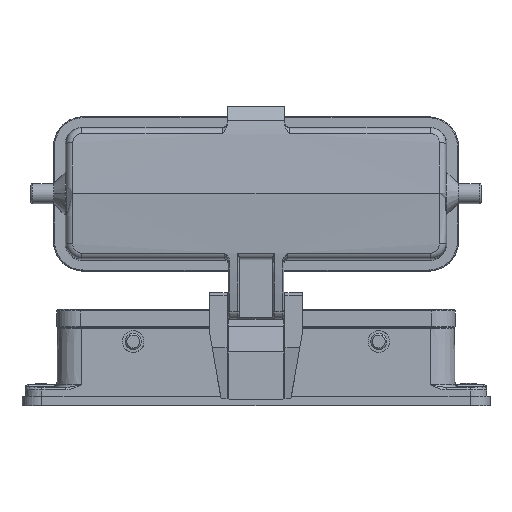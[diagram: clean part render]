
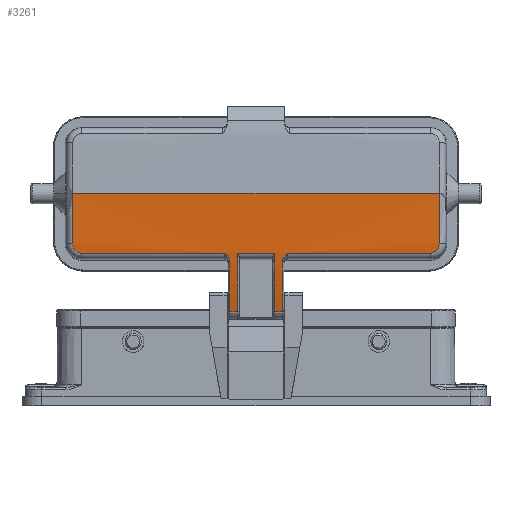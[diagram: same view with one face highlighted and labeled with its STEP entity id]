
A CAD part, front view. The second image highlights one B-rep face of the part: STEP entity #3261.
In plain terms, the highlighted cylindrical face has radius 129.858 mm (diameter 259.716 mm), a partial arc.
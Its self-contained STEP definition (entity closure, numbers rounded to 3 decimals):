
#287=B_SPLINE_CURVE_WITH_KNOTS('',3,(#19976,#19977,#19978,#19979,#19980,
#19981),.UNSPECIFIED.,.F.,.F.,(4,2,4),(0.,0.5,1.),.UNSPECIFIED.);
#290=B_SPLINE_CURVE_WITH_KNOTS('',3,(#19995,#19996,#19997,#19998),
 .UNSPECIFIED.,.F.,.F.,(4,4),(0.,1.),.UNSPECIFIED.);
#299=B_SPLINE_CURVE_WITH_KNOTS('',3,(#20074,#20075,#20076,#20077),
 .UNSPECIFIED.,.F.,.F.,(4,4),(0.,1.),.UNSPECIFIED.);
#302=B_SPLINE_CURVE_WITH_KNOTS('',3,(#20089,#20090,#20091,#20092,#20093,
#20094),.UNSPECIFIED.,.F.,.F.,(4,2,4),(0.,0.5,1.),.UNSPECIFIED.);
#304=B_SPLINE_CURVE_WITH_KNOTS('',3,(#20103,#20104,#20105,#20106,#20107,
#20108,#20109,#20110),.UNSPECIFIED.,.F.,.F.,(4,2,2,4),(0.,0.25,
0.5,1.),.UNSPECIFIED.);
#307=B_SPLINE_CURVE_WITH_KNOTS('',3,(#20186,#20187,#20188,#20189,#20190,
#20191,#20192,#20193,#20194,#20195),.UNSPECIFIED.,.F.,.F.,(4,2,2,2,4),(0.,
0.5,0.75,0.875,1.),.UNSPECIFIED.);
#796=CYLINDRICAL_SURFACE('',#13741,129.858);
#1347=LINE('',#19967,#2340);
#1351=LINE('',#20096,#2344);
#1352=LINE('',#20149,#2345);
#1353=LINE('',#20173,#2346);
#1354=LINE('',#20177,#2347);
#1355=LINE('',#20232,#2348);
#2340=VECTOR('',#15685,1.);
#2344=VECTOR('',#15717,1.);
#2345=VECTOR('',#15724,1.);
#2346=VECTOR('',#15731,1.);
#2347=VECTOR('',#15738,1.);
#2348=VECTOR('',#15745,1.);
#3261=ADVANCED_FACE('NONE',(#4338),#796,.T.);
#4338=FACE_OUTER_BOUND('',#5086,.T.);
#5086=EDGE_LOOP('',(#6756,#6757,#6758,#6759,#6760,#6761,#6762,#6763,#6764,
#6765,#6766,#6767,#6768,#6769,#6770,#6771));
#6756=ORIENTED_EDGE('',*,*,#11421,.F.);
#6757=ORIENTED_EDGE('',*,*,#11403,.T.);
#6758=ORIENTED_EDGE('',*,*,#11406,.T.);
#6759=ORIENTED_EDGE('',*,*,#11407,.T.);
#6760=ORIENTED_EDGE('',*,*,#11409,.T.);
#6761=ORIENTED_EDGE('',*,*,#11410,.T.);
#6762=ORIENTED_EDGE('',*,*,#11411,.T.);
#6763=ORIENTED_EDGE('',*,*,#11413,.T.);
#6764=ORIENTED_EDGE('',*,*,#11415,.T.);
#6765=ORIENTED_EDGE('',*,*,#11416,.T.);
#6766=ORIENTED_EDGE('',*,*,#11417,.T.);
#6767=ORIENTED_EDGE('',*,*,#11419,.T.);
#6768=ORIENTED_EDGE('',*,*,#11420,.T.);
#6769=ORIENTED_EDGE('',*,*,#11384,.T.);
#6770=ORIENTED_EDGE('',*,*,#11386,.T.);
#6771=ORIENTED_EDGE('',*,*,#11389,.T.);
#9955=VERTEX_POINT('',#19857);
#9960=VERTEX_POINT('',#19888);
#9961=VERTEX_POINT('',#19892);
#9967=VERTEX_POINT('',#19927);
#9969=VERTEX_POINT('',#19939);
#9971=VERTEX_POINT('',#19956);
#9972=VERTEX_POINT('',#19966);
#9973=VERTEX_POINT('',#19975);
#9975=VERTEX_POINT('',#19994);
#9981=VERTEX_POINT('',#20073);
#9982=VERTEX_POINT('',#20078);
#9983=VERTEX_POINT('',#20088);
#9984=VERTEX_POINT('',#20102);
#9985=VERTEX_POINT('',#20161);
#9986=VERTEX_POINT('',#20172);
#9987=VERTEX_POINT('',#20183);
#11384=EDGE_CURVE('NONE',#9971,#9972,#1347,.T.);
#11386=EDGE_CURVE('NONE',#9972,#9973,#287,.T.);
#11389=EDGE_CURVE('NONE',#9973,#9975,#290,.T.);
#11403=EDGE_CURVE('NONE',#9982,#9981,#299,.T.);
#11406=EDGE_CURVE('NONE',#9981,#9983,#302,.T.);
#11407=EDGE_CURVE('NONE',#9983,#9955,#1351,.T.);
#11409=EDGE_CURVE('NONE',#9955,#9984,#304,.T.);
#11410=EDGE_CURVE('NONE',#9984,#9961,#12960,.T.);
#11411=EDGE_CURVE('NONE',#9961,#9960,#1352,.T.);
#11413=EDGE_CURVE('NONE',#9960,#9985,#12961,.T.);
#11415=EDGE_CURVE('NONE',#9985,#9986,#1353,.T.);
#11416=EDGE_CURVE('NONE',#9986,#9967,#12962,.T.);
#11417=EDGE_CURVE('NONE',#9967,#9969,#1354,.T.);
#11419=EDGE_CURVE('NONE',#9969,#9987,#12963,.T.);
#11420=EDGE_CURVE('NONE',#9987,#9971,#307,.T.);
#11421=EDGE_CURVE('NONE',#9982,#9975,#1355,.T.);
#12960=CIRCLE('',#13730,129.858);
#12961=CIRCLE('',#13733,129.858);
#12962=CIRCLE('',#13736,129.858);
#12963=CIRCLE('',#13739,129.858);
#13730=AXIS2_PLACEMENT_3D('',#20147,#15720,#15721);
#13733=AXIS2_PLACEMENT_3D('',#20162,#15727,#15728);
#13736=AXIS2_PLACEMENT_3D('',#20175,#15734,#15735);
#13739=AXIS2_PLACEMENT_3D('',#20184,#15741,#15742);
#13741=AXIS2_PLACEMENT_3D('',#20233,#15746,#15747);
#15685=DIRECTION('',(1.,0.,0.));
#15717=DIRECTION('',(1.,0.,0.));
#15720=DIRECTION('',(1.,0.,0.));
#15721=DIRECTION('',(0.,-1.,0.013));
#15724=DIRECTION('',(1.,0.,0.));
#15727=DIRECTION('',(-1.,0.,0.));
#15728=DIRECTION('',(0.,-1.,0.013));
#15731=DIRECTION('',(1.,0.,0.));
#15734=DIRECTION('',(1.,0.,0.));
#15735=DIRECTION('',(0.,-1.,0.013));
#15738=DIRECTION('',(1.,0.,0.));
#15741=DIRECTION('',(-1.,0.,0.));
#15742=DIRECTION('',(0.,-1.,0.013));
#15745=DIRECTION('',(1.,0.,0.));
#15746=DIRECTION('',(1.,0.,0.));
#15747=DIRECTION('',(0.,-1.,0.013));
#19857=CARTESIAN_POINT('',(-9.4,-48.083,44.447));
#19888=CARTESIAN_POINT('',(-5.6,-44.606,26.829));
#19892=CARTESIAN_POINT('',(-7.9,-44.606,26.829));
#19927=CARTESIAN_POINT('',(5.6,-44.606,26.829));
#19939=CARTESIAN_POINT('',(7.9,-44.606,26.829));
#19956=CARTESIAN_POINT('',(9.4,-48.083,44.447));
#19966=CARTESIAN_POINT('',(52.5,-48.083,44.447));
#19967=CARTESIAN_POINT('',(61.,-48.083,44.447));
#19975=CARTESIAN_POINT('',(55.216,-48.402,47.219));
#19976=CARTESIAN_POINT('',(52.5,-48.083,44.447));
#19977=CARTESIAN_POINT('',(53.219,-48.083,44.447));
#19978=CARTESIAN_POINT('',(53.911,-48.12,44.737));
#19979=CARTESIAN_POINT('',(54.935,-48.245,45.782));
#19980=CARTESIAN_POINT('',(55.218,-48.326,46.487));
#19981=CARTESIAN_POINT('',(55.216,-48.402,47.219));
#19994=CARTESIAN_POINT('',(55.193,-49.095,62.465));
#19995=CARTESIAN_POINT('',(55.216,-48.403,47.219));
#19996=CARTESIAN_POINT('',(55.201,-48.93,52.268));
#19997=CARTESIAN_POINT('',(55.193,-49.163,57.361));
#19998=CARTESIAN_POINT('',(55.193,-49.095,62.465));
#20073=CARTESIAN_POINT('',(-55.216,-48.402,47.219));
#20074=CARTESIAN_POINT('',(-55.193,-49.095,62.465));
#20075=CARTESIAN_POINT('',(-55.193,-49.163,57.361));
#20076=CARTESIAN_POINT('',(-55.201,-48.93,52.268));
#20077=CARTESIAN_POINT('',(-55.216,-48.403,47.219));
#20078=CARTESIAN_POINT('',(-55.193,-49.095,62.465));
#20088=CARTESIAN_POINT('',(-52.5,-48.083,44.447));
#20089=CARTESIAN_POINT('',(-55.216,-48.402,47.219));
#20090=CARTESIAN_POINT('',(-55.218,-48.326,46.487));
#20091=CARTESIAN_POINT('',(-54.934,-48.245,45.781));
#20092=CARTESIAN_POINT('',(-53.912,-48.12,44.738));
#20093=CARTESIAN_POINT('',(-53.22,-48.083,44.447));
#20094=CARTESIAN_POINT('',(-52.5,-48.083,44.447));
#20096=CARTESIAN_POINT('',(61.,-48.083,44.447));
#20102=CARTESIAN_POINT('',(-7.9,-47.728,41.848));
#20103=CARTESIAN_POINT('',(-9.4,-48.083,44.447));
#20104=CARTESIAN_POINT('',(-9.123,-48.048,44.17));
#20105=CARTESIAN_POINT('',(-8.982,-48.029,44.029));
#20106=CARTESIAN_POINT('',(-8.591,-47.971,43.582));
#20107=CARTESIAN_POINT('',(-8.439,-47.944,43.382));
#20108=CARTESIAN_POINT('',(-8.036,-47.853,42.719));
#20109=CARTESIAN_POINT('',(-7.9,-47.79,42.273));
#20110=CARTESIAN_POINT('',(-7.9,-47.728,41.848));
#20147=CARTESIAN_POINT('',(-7.9,80.752,60.72));
#20149=CARTESIAN_POINT('',(61.,-44.606,26.829));
#20161=CARTESIAN_POINT('',(-5.6,-48.083,44.447));
#20162=CARTESIAN_POINT('',(-5.6,80.752,60.72));
#20172=CARTESIAN_POINT('',(5.6,-48.083,44.447));
#20173=CARTESIAN_POINT('',(61.,-48.083,44.447));
#20175=CARTESIAN_POINT('',(5.6,80.752,60.72));
#20177=CARTESIAN_POINT('',(61.,-44.606,26.829));
#20183=CARTESIAN_POINT('',(7.9,-47.728,41.848));
#20184=CARTESIAN_POINT('',(7.9,80.752,60.72));
#20186=CARTESIAN_POINT('',(7.9,-47.728,41.848));
#20187=CARTESIAN_POINT('',(7.9,-47.79,42.272));
#20188=CARTESIAN_POINT('',(8.053,-47.857,42.747));
#20189=CARTESIAN_POINT('',(8.429,-47.942,43.365));
#20190=CARTESIAN_POINT('',(8.617,-47.974,43.611));
#20191=CARTESIAN_POINT('',(8.87,-48.012,43.901));
#20192=CARTESIAN_POINT('',(9.005,-48.031,44.045));
#20193=CARTESIAN_POINT('',(9.154,-48.051,44.2));
#20194=CARTESIAN_POINT('',(9.261,-48.065,44.308));
#20195=CARTESIAN_POINT('',(9.4,-48.083,44.447));
#20232=CARTESIAN_POINT('',(61.,-49.095,62.465));
#20233=CARTESIAN_POINT('',(61.,80.752,60.72));
